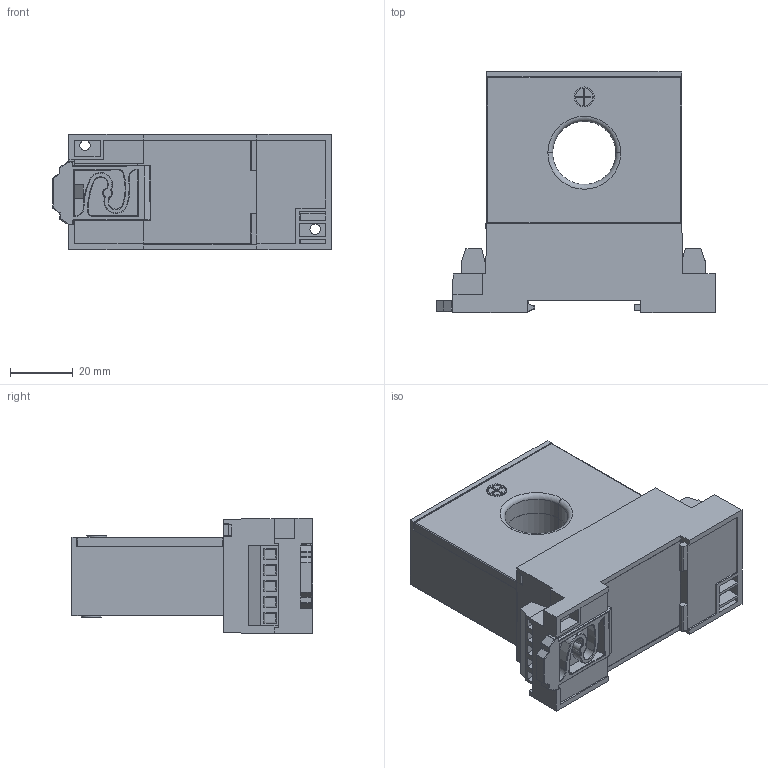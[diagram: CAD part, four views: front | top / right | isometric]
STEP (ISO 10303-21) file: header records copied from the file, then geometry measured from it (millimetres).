
FILE_DESCRIPTION (( 'STEP AP203' ), '1' );
FILE_NAME ('CR4110_20_CR4410_20_CR5200_CR5400_CR4220_CR4210.STEP', '2015-09-18T22:39:20', ( 'Dave Forsythe' ), ( '' ), 'SwSTEP 2.0', 'SolidWorks 2004231', '' );
FILE_SCHEMA (( 'CONFIG_CONTROL_DESIGN' ));
Length unit declared in the file: inch
Products named in the file (1): CR4110_20_CR4410_20_CR5200_CR5400_CR4220_CR4210
Bounding box: 88.57 x 76.58 x 36.59 mm (x, y, z)
Surface area: 31568.6 mm2 (no closed solid volume)
Topology: 0 solids, 10 shells, 398 faces, 1385 edges, 991 vertices
Faces by surface type: plane 254, cylinder 110, torus 26, sphere 7, bspline 1
Entity records: 15129 total; most frequent: CARTESIAN_POINT 2975, DIRECTION 2536, ORIENTED_EDGE 2197, EDGE_CURVE 1380, VERTEX_POINT 991, VECTOR 954, LINE 954, AXIS2_PLACEMENT_3D 791
